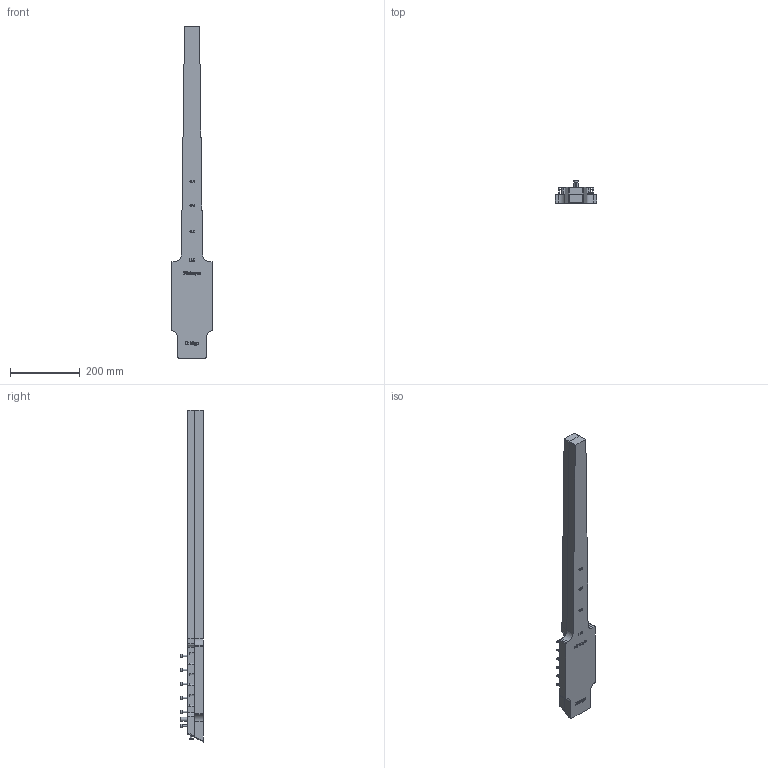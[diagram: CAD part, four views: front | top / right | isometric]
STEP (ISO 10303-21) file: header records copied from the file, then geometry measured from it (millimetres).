
FILE_DESCRIPTION(/* description */ ('STEP AP242','CAx-IF Rec.Pracs.---Representation and Presentation of Product Manufacturing Information (PMI)---4.0---2014-10-13','CAx-IF Rec.Pracs.---3D Tessellated Geometry---0.4---2014-09-14','2;1','CAx-IF Rec.Pracs.---User Defined Attributes---1.5---2016-08-15'),/* implementation_level */ '2;1');
FILE_NAME(/* name */ '691e9d24141b02bc7ce5be9d',/* time_stamp */ '2025-11-20T04:46:33Z',/* author */ (''),/* organization */ (''),/* preprocessor_version */ 'ST-DEVELOPER v20',/* originating_system */ 'ONSHAPE BY PTC INC, 1.206',/* authorisation */ ' ');
FILE_SCHEMA (('AP242_MANAGED_MODEL_BASED_3D_ENGINEERING_MIM_LF { 1 0 10303 442 1 1 4 }'));
Length unit declared in the file: millimetre
Products named in the file (2): Negative; Reserved Airspace
Bounding box: 118.65 x 65 x 951.12 mm (x, y, z)
Volume: 2714433.9 mm3; surface area: 361785.2 mm2
Topology: 2 solids, 2 shells, 795 faces, 2133 edges, 1407 vertices
Faces by surface type: bspline 795
Entity records: 27357 total; most frequent: CARTESIAN_POINT 10067, ORIENTED_EDGE 4254, DIRECTION 2692, EDGE_CURVE 2127, VERTEX_POINT 1407, LINE 1106, VECTOR 1106, EDGE_LOOP 866
